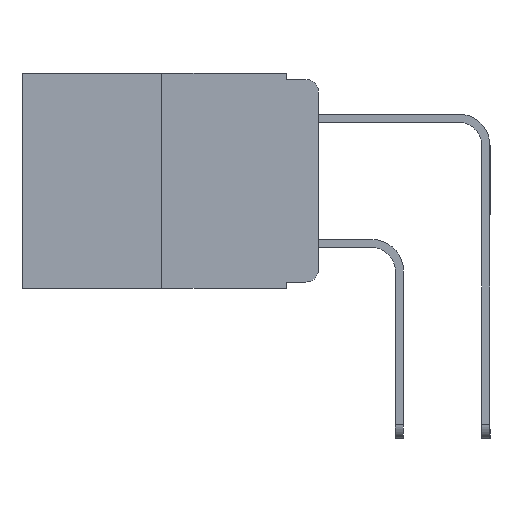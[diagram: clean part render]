
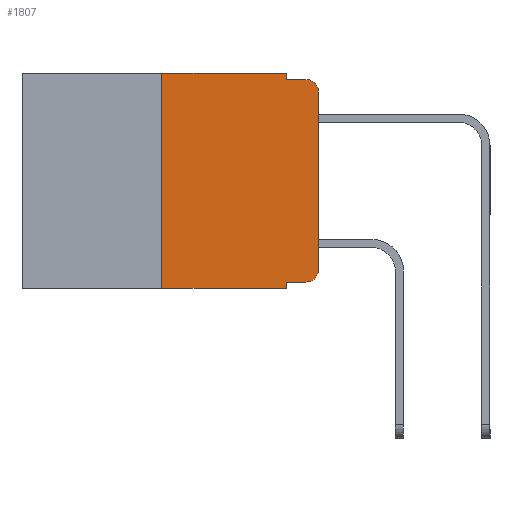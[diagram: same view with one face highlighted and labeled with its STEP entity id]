
A CAD part, left-side view. The second image highlights one B-rep face of the part: STEP entity #1807.
In plain terms, the highlighted planar face has unit normal (-1, 0, 0).
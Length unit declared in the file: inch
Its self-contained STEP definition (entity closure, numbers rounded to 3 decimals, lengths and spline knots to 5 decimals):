
#127 = VECTOR ( 'NONE', #22157, 39.37008 ) ;
#207 = LINE ( 'NONE', #11793, #24694 ) ;
#395 = ORIENTED_EDGE ( 'NONE', *, *, #19867, .F. ) ;
#969 = ORIENTED_EDGE ( 'NONE', *, *, #4728, .T. ) ;
#1056 = EDGE_CURVE ( 'NONE', #5306, #7612, #20219, .T. ) ;
#1328 = CARTESIAN_POINT ( 'NONE',  ( 0., 0.02, -0.313 ) ) ;
#1807 = ADVANCED_FACE ( 'NONE', ( #21964 ), #13983, .F. ) ;
#2040 = AXIS2_PLACEMENT_3D ( 'NONE', #1328, #15037, #3260 ) ;
#2974 = VECTOR ( 'NONE', #22091, 39.37008 ) ;
#2992 = DIRECTION ( 'NONE',  ( 0., 0., -1. ) ) ;
#3184 = EDGE_CURVE ( 'NONE', #5281, #6081, #13303, .T. ) ;
#3260 = DIRECTION ( 'NONE',  ( 0., 0., -1. ) ) ;
#3457 = DIRECTION ( 'NONE',  ( -1., 0., 0. ) ) ;
#3523 = EDGE_CURVE ( 'NONE', #6081, #24505, #6478, .T. ) ;
#3532 = ORIENTED_EDGE ( 'NONE', *, *, #15658, .F. ) ;
#4002 = DIRECTION ( 'NONE',  ( 0., -1., 0. ) ) ;
#4125 = DIRECTION ( 'NONE',  ( 0., -1., 0. ) ) ;
#4574 = CARTESIAN_POINT ( 'NONE',  ( 0., 0.051, -0.01 ) ) ;
#4610 = CARTESIAN_POINT ( 'NONE',  ( 0., 0., -0.313 ) ) ;
#4728 = EDGE_CURVE ( 'NONE', #24715, #17292, #20783, .T. ) ;
#4822 = CARTESIAN_POINT ( 'NONE',  ( 0., 0.25, -0.343 ) ) ;
#4843 = DIRECTION ( 'NONE',  ( 0., 0., -1. ) ) ;
#5266 = CARTESIAN_POINT ( 'NONE',  ( 0., 0.051, -0.01 ) ) ;
#5272 = CARTESIAN_POINT ( 'NONE',  ( 0., 0.25, 0. ) ) ;
#5281 = VERTEX_POINT ( 'NONE', #20707 ) ;
#5297 = AXIS2_PLACEMENT_3D ( 'NONE', #15238, #3457, #17163 ) ;
#5306 = VERTEX_POINT ( 'NONE', #20791 ) ;
#6081 = VERTEX_POINT ( 'NONE', #6622 ) ;
#6278 = ORIENTED_EDGE ( 'NONE', *, *, #3184, .T. ) ;
#6478 = CIRCLE ( 'NONE', #2040, 0.02 ) ;
#6622 = CARTESIAN_POINT ( 'NONE',  ( 0., 0.02, -0.333 ) ) ;
#7032 = ORIENTED_EDGE ( 'NONE', *, *, #12224, .T. ) ;
#7264 = DIRECTION ( 'NONE',  ( 0., 0., 1. ) ) ;
#7612 = VERTEX_POINT ( 'NONE', #5266 ) ;
#8065 = VECTOR ( 'NONE', #4125, 39.37008 ) ;
#8175 = LINE ( 'NONE', #4574, #2974 ) ;
#8192 = VECTOR ( 'NONE', #7264, 39.37008 ) ;
#8906 = AXIS2_PLACEMENT_3D ( 'NONE', #14548, #24112, #2992 ) ;
#9021 = CARTESIAN_POINT ( 'NONE',  ( 0., 0.051, -0.343 ) ) ;
#9802 = CARTESIAN_POINT ( 'NONE',  ( 0., 0.051, 0. ) ) ;
#9919 = ORIENTED_EDGE ( 'NONE', *, *, #17389, .T. ) ;
#10271 = DIRECTION ( 'NONE',  ( 0., -1., 0. ) ) ;
#11399 = EDGE_CURVE ( 'NONE', #20020, #22925, #19752, .T. ) ;
#11607 = CARTESIAN_POINT ( 'NONE',  ( 0., 0., -0.03 ) ) ;
#11793 = CARTESIAN_POINT ( 'NONE',  ( 0., 0., 0. ) ) ;
#11903 = EDGE_LOOP ( 'NONE', ( #7032, #969, #15076, #22250, #395, #22583, #9919, #3532, #6278, #24672 ) ) ;
#11955 = CARTESIAN_POINT ( 'NONE',  ( 0., 0.051, -0.333 ) ) ;
#12224 = EDGE_CURVE ( 'NONE', #24505, #24715, #207, .T. ) ;
#12610 = VERTEX_POINT ( 'NONE', #9021 ) ;
#13303 = LINE ( 'NONE', #11955, #8065 ) ;
#13768 = DIRECTION ( 'NONE',  ( 0., 0., 1. ) ) ;
#13983 = PLANE ( 'NONE',  #8906 ) ;
#14548 = CARTESIAN_POINT ( 'NONE',  ( 0., 0.473, 0. ) ) ;
#14772 = VECTOR ( 'NONE', #4843, 39.37008 ) ;
#15037 = DIRECTION ( 'NONE',  ( -1., 0., 0. ) ) ;
#15076 = ORIENTED_EDGE ( 'NONE', *, *, #23262, .F. ) ;
#15238 = CARTESIAN_POINT ( 'NONE',  ( 0., 0.02, -0.03 ) ) ;
#15658 = EDGE_CURVE ( 'NONE', #5281, #12610, #18644, .T. ) ;
#15781 = VECTOR ( 'NONE', #10271, 39.37008 ) ;
#16392 = LINE ( 'NONE', #21837, #15781 ) ;
#16613 = CARTESIAN_POINT ( 'NONE',  ( 0., 0.051, 0. ) ) ;
#17163 = DIRECTION ( 'NONE',  ( 0., 0., -1. ) ) ;
#17292 = VERTEX_POINT ( 'NONE', #23318 ) ;
#17389 = EDGE_CURVE ( 'NONE', #20020, #12610, #21882, .T. ) ;
#17857 = CARTESIAN_POINT ( 'NONE',  ( 0., 0.473, -0.343 ) ) ;
#18644 = LINE ( 'NONE', #16613, #14772 ) ;
#19752 = LINE ( 'NONE', #5272, #8192 ) ;
#19867 = EDGE_CURVE ( 'NONE', #22925, #5306, #16392, .T. ) ;
#20020 = VERTEX_POINT ( 'NONE', #4822 ) ;
#20219 = LINE ( 'NONE', #9802, #127 ) ;
#20707 = CARTESIAN_POINT ( 'NONE',  ( 0., 0.051, -0.333 ) ) ;
#20783 = CIRCLE ( 'NONE', #5297, 0.02 ) ;
#20791 = CARTESIAN_POINT ( 'NONE',  ( 0., 0.051, 0. ) ) ;
#21279 = VECTOR ( 'NONE', #4002, 39.37008 ) ;
#21837 = CARTESIAN_POINT ( 'NONE',  ( 0., 0.473, 0. ) ) ;
#21882 = LINE ( 'NONE', #17857, #21279 ) ;
#21964 = FACE_OUTER_BOUND ( 'NONE', #11903, .T. ) ;
#22091 = DIRECTION ( 'NONE',  ( 0., -1., 0. ) ) ;
#22157 = DIRECTION ( 'NONE',  ( 0., 0., -1. ) ) ;
#22250 = ORIENTED_EDGE ( 'NONE', *, *, #1056, .F. ) ;
#22583 = ORIENTED_EDGE ( 'NONE', *, *, #11399, .F. ) ;
#22925 = VERTEX_POINT ( 'NONE', #24702 ) ;
#23262 = EDGE_CURVE ( 'NONE', #7612, #17292, #8175, .T. ) ;
#23318 = CARTESIAN_POINT ( 'NONE',  ( 0., 0.02, -0.01 ) ) ;
#24112 = DIRECTION ( 'NONE',  ( 1., 0., 0. ) ) ;
#24505 = VERTEX_POINT ( 'NONE', #4610 ) ;
#24672 = ORIENTED_EDGE ( 'NONE', *, *, #3523, .T. ) ;
#24694 = VECTOR ( 'NONE', #13768, 39.37008 ) ;
#24702 = CARTESIAN_POINT ( 'NONE',  ( 0., 0.25, 0. ) ) ;
#24715 = VERTEX_POINT ( 'NONE', #11607 ) ;
